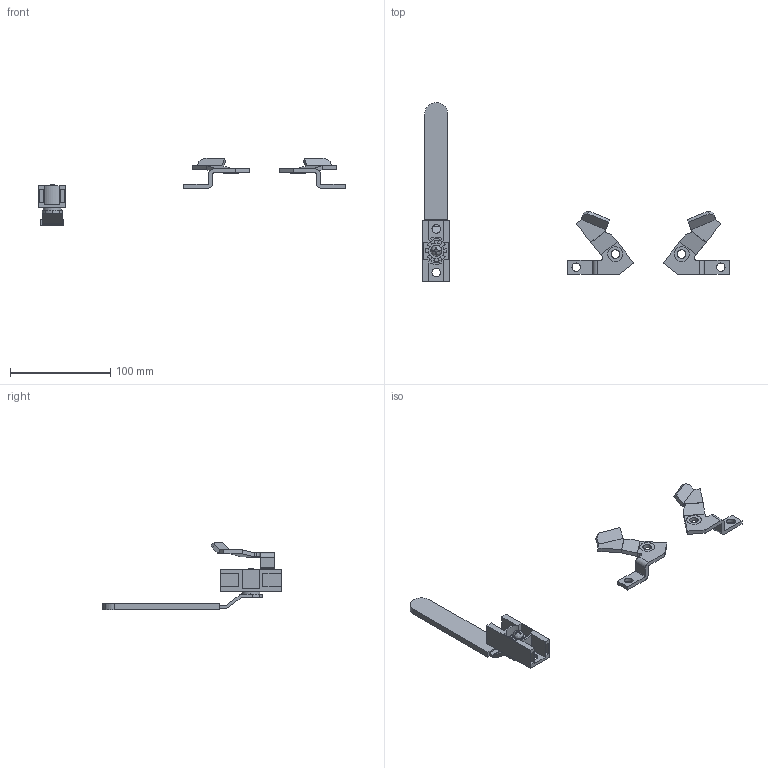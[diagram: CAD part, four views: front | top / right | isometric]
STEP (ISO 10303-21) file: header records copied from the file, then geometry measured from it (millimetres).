
FILE_DESCRIPTION(/* description */ (''),/* implementation_level */ '2;1');
FILE_NAME(/* name */ 'TS002',/* time_stamp */ '2025-05-16T15:36:17+08:00',/* author */ (''),/* organization */ (''),/* preprocessor_version */ 'ST-DEVELOPER v19.2',/* originating_system */ 'Rhino 8.5',/* authorisation */ '');
FILE_SCHEMA (('CONFIG_CONTROL_DESIGN'));
Length unit declared in the file: millimetre
Products named in the file (1): Document
Bounding box: 305.21 x 178 x 67.68 mm (x, y, z)
Volume: 51886.5 mm3; surface area: 35879.8 mm2
Topology: 6 solids, 6 shells, 330 faces, 857 edges, 560 vertices
Faces by surface type: plane 161, cylinder 135, bspline 34
Entity records: 24873 total; most frequent: CARTESIAN_POINT 18169, ORIENTED_EDGE 1714, EDGE_CURVE 857, DIRECTION 726, VERTEX_POINT 560, AXIS2_PLACEMENT_3D 511, B_SPLINE_CURVE_WITH_KNOTS 448, EDGE_LOOP 367
